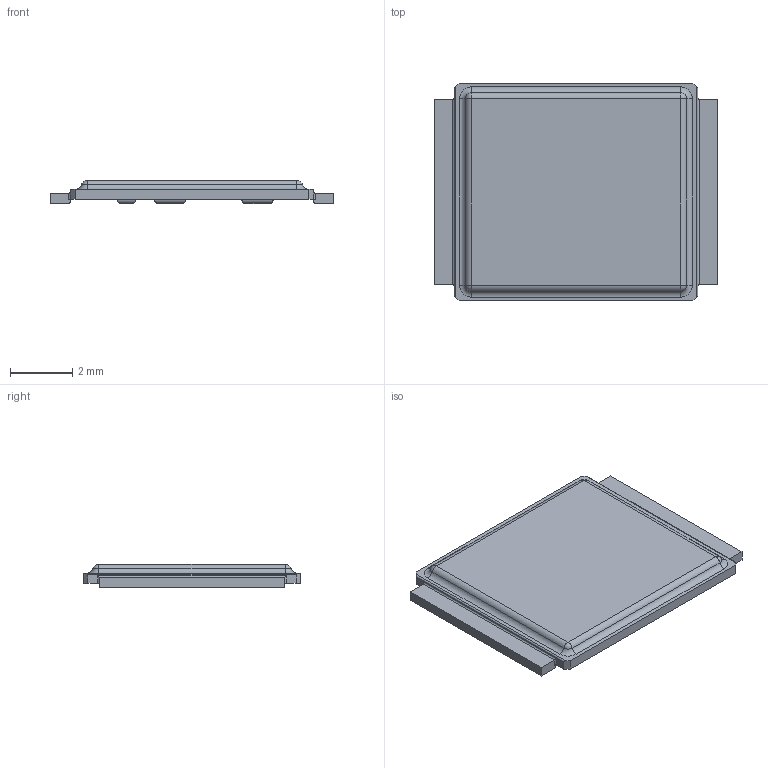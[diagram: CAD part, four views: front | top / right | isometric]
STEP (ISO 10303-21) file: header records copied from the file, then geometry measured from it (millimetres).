
FILE_DESCRIPTION(/* description */ (''),/* implementation_level */ '2;1');
FILE_NAME(/* name */ 'IR_DIRECTFET-L8.stp',/* time_stamp */ '2017-06-15T09:06:10+02:00',/* author */ ('jchouvet'),/* organization */ (''),/* preprocessor_version */ 'ST-DEVELOPER v16.1',/* originating_system */ 'AutoCAD Mechanical',/* authorisation */ '');
FILE_SCHEMA (('AUTOMOTIVE_DESIGN { 1 0 10303 214 3 1 1 }'));
Length unit declared in the file: millimetre
Products named in the file (1): Product
Bounding box: 9.1 x 6.97 x 0.74 mm (x, y, z)
Volume: 33.8 mm3; surface area: 156 mm2
Topology: 10 solids, 10 shells, 103 faces, 230 edges, 148 vertices
Faces by surface type: cylinder 54, plane 41, torus 4, sphere 4
Entity records: 2882 total; most frequent: DIRECTION 514, CARTESIAN_POINT 482, ORIENTED_EDGE 460, EDGE_CURVE 230, AXIS2_PLACEMENT_3D 180, LINE 154, VECTOR 154, VERTEX_POINT 148
